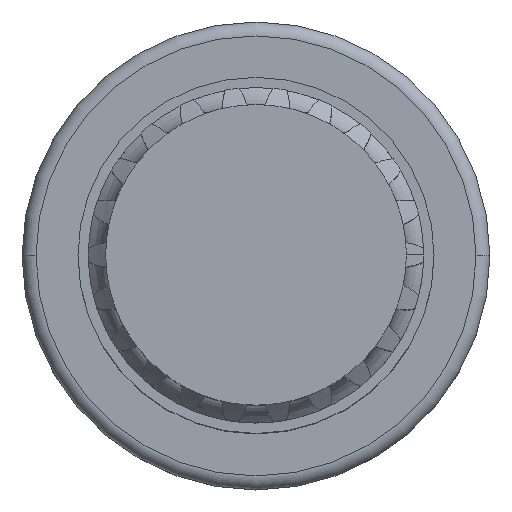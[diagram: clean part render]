
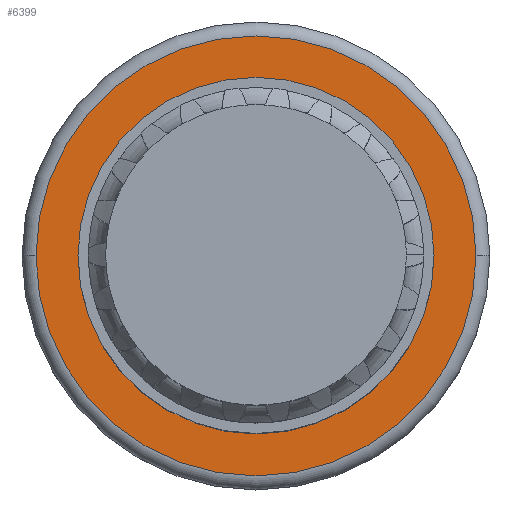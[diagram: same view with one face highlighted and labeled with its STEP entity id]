
A CAD part, top view. The second image highlights one B-rep face of the part: STEP entity #6399.
In plain terms, the highlighted planar face has unit normal (0, 0, 1).
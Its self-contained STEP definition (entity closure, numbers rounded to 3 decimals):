
#271 = EDGE_CURVE ( 'NONE', #9453, #6239, #9092, .T. ) ;
#312 = EDGE_LOOP ( 'NONE', ( #3045, #6966 ) ) ;
#398 = AXIS2_PLACEMENT_3D ( 'NONE', #1831, #991, #9517 ) ;
#496 = CARTESIAN_POINT ( 'NONE',  ( -12.75, 0., -42. ) ) ;
#555 = EDGE_CURVE ( 'NONE', #6239, #9453, #4349, .T. ) ;
#991 = DIRECTION ( 'NONE',  ( 0., 0., 1. ) ) ;
#1475 = EDGE_LOOP ( 'NONE', ( #9540, #5345 ) ) ;
#1831 = CARTESIAN_POINT ( 'NONE',  ( 0., 0., -42. ) ) ;
#1869 = EDGE_CURVE ( 'NONE', #9599, #10721, #2684, .T. ) ;
#2684 = CIRCLE ( 'NONE', #10268, 15.75 ) ;
#2807 = DIRECTION ( 'NONE',  ( 0., 0., -1. ) ) ;
#3045 = ORIENTED_EDGE ( 'NONE', *, *, #271, .F. ) ;
#3074 = AXIS2_PLACEMENT_3D ( 'NONE', #4219, #10804, #3253 ) ;
#3253 = DIRECTION ( 'NONE',  ( 1., 0., 0. ) ) ;
#4053 = PLANE ( 'NONE',  #5308 ) ;
#4195 = FACE_BOUND ( 'NONE', #312, .T. ) ;
#4198 = DIRECTION ( 'NONE',  ( -1., 0., 0. ) ) ;
#4219 = CARTESIAN_POINT ( 'NONE',  ( 0., 0., -42. ) ) ;
#4349 = CIRCLE ( 'NONE', #6582, 12.75 ) ;
#5050 = CARTESIAN_POINT ( 'NONE',  ( 12.75, 0., -42. ) ) ;
#5308 = AXIS2_PLACEMENT_3D ( 'NONE', #12390, #2807, #9302 ) ;
#5345 = ORIENTED_EDGE ( 'NONE', *, *, #1869, .T. ) ;
#5405 = CARTESIAN_POINT ( 'NONE',  ( 15.75, 0., -42. ) ) ;
#6239 = VERTEX_POINT ( 'NONE', #496 ) ;
#6399 = ADVANCED_FACE ( 'NONE', ( #13778, #4195 ), #4053, .F. ) ;
#6577 = DIRECTION ( 'NONE',  ( 1., 0., 0. ) ) ;
#6582 = AXIS2_PLACEMENT_3D ( 'NONE', #12334, #12819, #6577 ) ;
#6655 = CARTESIAN_POINT ( 'NONE',  ( -15.75, 0., -42. ) ) ;
#6966 = ORIENTED_EDGE ( 'NONE', *, *, #555, .F. ) ;
#7203 = CARTESIAN_POINT ( 'NONE',  ( 0., 0., -42. ) ) ;
#7769 = CIRCLE ( 'NONE', #398, 15.75 ) ;
#8534 = DIRECTION ( 'NONE',  ( 0., 0., 1. ) ) ;
#9092 = CIRCLE ( 'NONE', #3074, 12.75 ) ;
#9302 = DIRECTION ( 'NONE',  ( -1., 0., 0. ) ) ;
#9453 = VERTEX_POINT ( 'NONE', #5050 ) ;
#9517 = DIRECTION ( 'NONE',  ( -1., 0., 0. ) ) ;
#9540 = ORIENTED_EDGE ( 'NONE', *, *, #12085, .T. ) ;
#9599 = VERTEX_POINT ( 'NONE', #5405 ) ;
#10268 = AXIS2_PLACEMENT_3D ( 'NONE', #7203, #8534, #4198 ) ;
#10721 = VERTEX_POINT ( 'NONE', #6655 ) ;
#10804 = DIRECTION ( 'NONE',  ( 0., 0., 1. ) ) ;
#12085 = EDGE_CURVE ( 'NONE', #10721, #9599, #7769, .T. ) ;
#12334 = CARTESIAN_POINT ( 'NONE',  ( 0., 0., -42. ) ) ;
#12390 = CARTESIAN_POINT ( 'NONE',  ( 0., 12.75, -42. ) ) ;
#12819 = DIRECTION ( 'NONE',  ( 0., 0., 1. ) ) ;
#13778 = FACE_OUTER_BOUND ( 'NONE', #1475, .T. ) ;
